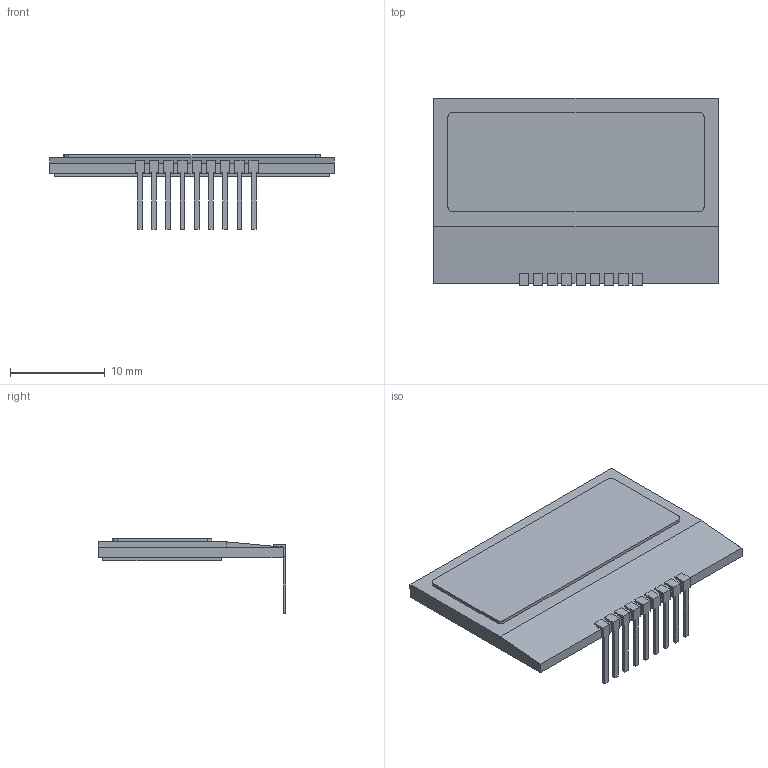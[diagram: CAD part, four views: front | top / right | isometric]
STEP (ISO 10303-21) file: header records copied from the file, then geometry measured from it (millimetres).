
FILE_DESCRIPTION(/* description */ (''),/* implementation_level */ '2;1');
FILE_NAME(/* name */ 'AQM0802A-RN-GBW.stp',/* time_stamp */ '2020-05-01T18:44:41+09:00',/* author */ ('3Zuta'),/* organization */ (''),/* preprocessor_version */ 'ST-DEVELOPER v18',/* originating_system */ 'Autodesk Inventor 2020',/* authorisation */ '');
FILE_SCHEMA (('AUTOMOTIVE_DESIGN { 1 0 10303 214 3 1 1 }'));
Length unit declared in the file: millimetre
Products named in the file (7): AQM0802A-RN-GBW; 画面; 画面_1; シリコン部分; 裏面紙; 液晶; ピン
Assembly tree (14 placements, depth 2):
  AQM0802A-RN-GBW
    画面
    画面_1
    シリコン部分
    裏面紙
    液晶
    ピン  x9
Bounding box: 30 x 19.8 x 7.9 mm (x, y, z)
Volume: 1156.1 mm3; surface area: 4009.5 mm2
Topology: 14 solids, 14 shells, 141 faces, 343 edges, 234 vertices
Faces by surface type: plane 137, cylinder 4
Entity records: 1613 total; most frequent: DIRECTION 239, CARTESIAN_POINT 239, ORIENTED_EDGE 198, EDGE_CURVE 99, LINE 91, VECTOR 91, AXIS2_PLACEMENT_3D 74, VERTEX_POINT 66
